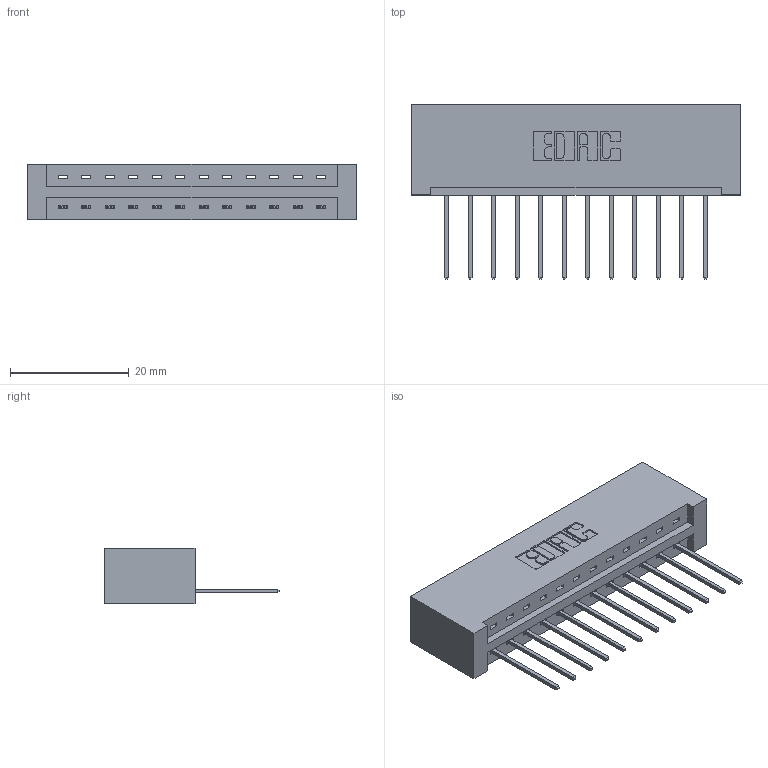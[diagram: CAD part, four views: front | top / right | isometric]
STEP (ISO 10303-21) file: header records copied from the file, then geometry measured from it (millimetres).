
FILE_DESCRIPTION (( 'STEP AP203' ), '1' );
FILE_NAME ('337-012-540-101.STEP', '2018-08-04T03:48:08', ( '' ), ( '' ), 'SwSTEP 2.0', 'SolidWorks 2016', '' );
FILE_SCHEMA (( 'CONFIG_CONTROL_DESIGN' ));
Length unit declared in the file: inch
Products named in the file (3): 337 Part_No Mounting Lugs; 345-292-001_345-293-140; 337-012-540-101
Assembly tree (13 placements, depth 2):
  337-012-540-101
    337 Part_No Mounting Lugs
    345-292-001_345-293-140  x12
Bounding box: 55.42 x 29.47 x 9.4 mm (x, y, z)
Volume: 6139.8 mm3; surface area: 6280.1 mm2
Topology: 13 solids, 13 shells, 850 faces, 2543 edges, 1678 vertices
Faces by surface type: plane 618, cylinder 232
Entity records: 12541 total; most frequent: CARTESIAN_POINT 2190, ORIENTED_EDGE 2138, DIRECTION 1897, EDGE_CURVE 1069, VECTOR 949, LINE 949, VERTEX_POINT 710, AXIS2_PLACEMENT_3D 474
